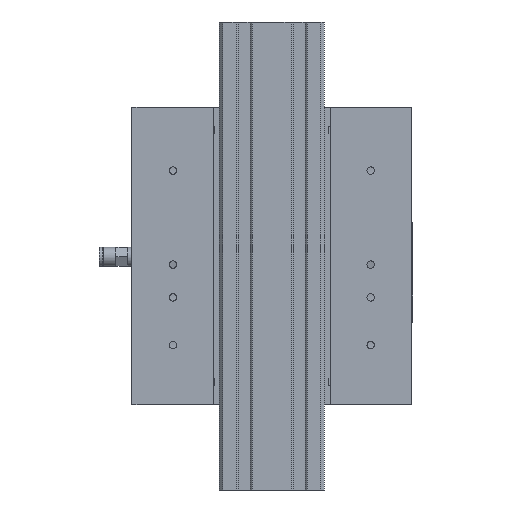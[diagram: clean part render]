
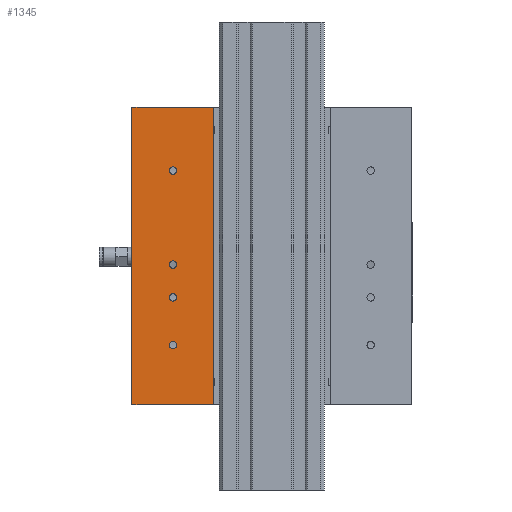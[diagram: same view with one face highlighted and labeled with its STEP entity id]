
A CAD part, front view. The second image highlights one B-rep face of the part: STEP entity #1345.
In plain terms, the highlighted planar face has unit normal (0, -1, 0).
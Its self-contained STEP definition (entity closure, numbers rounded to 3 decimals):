
#209 = AXIS2_PLACEMENT_3D ( 'NONE', #7728, #3534, #14395 ) ;
#1345 = ADVANCED_FACE ( 'NONE', ( #6158, #12822, #39045, #35826, #28641 ), #24932, .T. ) ;
#1611 = VERTEX_POINT ( 'NONE', #46195 ) ;
#1858 = DIRECTION ( 'NONE',  ( 0., 0., 1. ) ) ;
#1959 = EDGE_CURVE ( 'NONE', #28481, #20961, #43879, .T. ) ;
#2196 = AXIS2_PLACEMENT_3D ( 'NONE', #2605, #20661, #47370 ) ;
#2605 = CARTESIAN_POINT ( 'NONE',  ( -42.25, -50., -38.1 ) ) ;
#3215 = CARTESIAN_POINT ( 'NONE',  ( -42.25, -50., -16.101 ) ) ;
#3534 = DIRECTION ( 'NONE',  ( 0., 1., 0. ) ) ;
#3722 = EDGE_CURVE ( 'NONE', #1611, #45175, #30465, .T. ) ;
#3780 = CIRCLE ( 'NONE', #2196, 1.587 ) ;
#3850 = EDGE_CURVE ( 'NONE', #39189, #11989, #35237, .T. ) ;
#4424 = CIRCLE ( 'NONE', #23369, 1.587 ) ;
#4473 = CARTESIAN_POINT ( 'NONE',  ( -40.663, -50., -3.689 ) ) ;
#4562 = EDGE_CURVE ( 'NONE', #45175, #1611, #17080, .T. ) ;
#5364 = CARTESIAN_POINT ( 'NONE',  ( -42.25, -50., -17.689 ) ) ;
#5422 = DIRECTION ( 'NONE',  ( 0., 0., -1. ) ) ;
#5660 = CARTESIAN_POINT ( 'NONE',  ( -42.25, -50., 36.5 ) ) ;
#5856 = ORIENTED_EDGE ( 'NONE', *, *, #31047, .T. ) ;
#6158 = FACE_OUTER_BOUND ( 'NONE', #43420, .T. ) ;
#6725 = DIRECTION ( 'NONE',  ( 0., 1., 0. ) ) ;
#6780 = AXIS2_PLACEMENT_3D ( 'NONE', #11742, #26582, #26816 ) ;
#7694 = CARTESIAN_POINT ( 'NONE',  ( -59.75, -50., 63.5 ) ) ;
#7719 = VERTEX_POINT ( 'NONE', #7694 ) ;
#7728 = CARTESIAN_POINT ( 'NONE',  ( -42.25, -50., -38.1 ) ) ;
#9294 = ORIENTED_EDGE ( 'NONE', *, *, #45375, .T. ) ;
#9693 = EDGE_LOOP ( 'NONE', ( #47270, #11163 ) ) ;
#9941 = DIRECTION ( 'NONE',  ( -1., 0., 0. ) ) ;
#10505 = ORIENTED_EDGE ( 'NONE', *, *, #3722, .T. ) ;
#10558 = VERTEX_POINT ( 'NONE', #37398 ) ;
#11163 = ORIENTED_EDGE ( 'NONE', *, *, #28241, .T. ) ;
#11510 = AXIS2_PLACEMENT_3D ( 'NONE', #13260, #48634, #17698 ) ;
#11742 = CARTESIAN_POINT ( 'NONE',  ( -42.25, -50., -17.689 ) ) ;
#11989 = VERTEX_POINT ( 'NONE', #39129 ) ;
#12755 = DIRECTION ( 'NONE',  ( 0., 1., 0. ) ) ;
#12822 = FACE_BOUND ( 'NONE', #27391, .T. ) ;
#13153 = AXIS2_PLACEMENT_3D ( 'NONE', #5364, #12755, #20681 ) ;
#13260 = CARTESIAN_POINT ( 'NONE',  ( -42.25, -50., -3.689 ) ) ;
#14074 = EDGE_LOOP ( 'NONE', ( #29783, #10505 ) ) ;
#14395 = DIRECTION ( 'NONE',  ( 0., 0., -1. ) ) ;
#14720 = AXIS2_PLACEMENT_3D ( 'NONE', #43263, #40024, #21230 ) ;
#17045 = AXIS2_PLACEMENT_3D ( 'NONE', #17566, #40079, #17321 ) ;
#17080 = CIRCLE ( 'NONE', #13153, 1.587 ) ;
#17321 = DIRECTION ( 'NONE',  ( 0., 0., -1. ) ) ;
#17566 = CARTESIAN_POINT ( 'NONE',  ( -42.25, -50., 36.5 ) ) ;
#17698 = DIRECTION ( 'NONE',  ( -1., 0., 0. ) ) ;
#18548 = EDGE_CURVE ( 'NONE', #20707, #30141, #25213, .T. ) ;
#20661 = DIRECTION ( 'NONE',  ( 0., 1., 0. ) ) ;
#20681 = DIRECTION ( 'NONE',  ( 0., 0., 1. ) ) ;
#20707 = VERTEX_POINT ( 'NONE', #28716 ) ;
#20961 = VERTEX_POINT ( 'NONE', #4473 ) ;
#21230 = DIRECTION ( 'NONE',  ( 0., 0., -1. ) ) ;
#21622 = AXIS2_PLACEMENT_3D ( 'NONE', #5660, #39289, #5422 ) ;
#22381 = VECTOR ( 'NONE', #25302, 1000. ) ;
#23369 = AXIS2_PLACEMENT_3D ( 'NONE', #44304, #6725, #9941 ) ;
#23443 = EDGE_CURVE ( 'NONE', #30141, #24063, #48584, .T. ) ;
#23614 = LINE ( 'NONE', #32023, #41295 ) ;
#24063 = VERTEX_POINT ( 'NONE', #30585 ) ;
#24932 = PLANE ( 'NONE',  #14720 ) ;
#25213 = LINE ( 'NONE', #32907, #46002 ) ;
#25302 = DIRECTION ( 'NONE',  ( 0., 0., 1. ) ) ;
#25553 = CARTESIAN_POINT ( 'NONE',  ( -25., -50., -63.5 ) ) ;
#26276 = CIRCLE ( 'NONE', #209, 1.587 ) ;
#26582 = DIRECTION ( 'NONE',  ( 0., 1., 0. ) ) ;
#26816 = DIRECTION ( 'NONE',  ( 0., 0., 1. ) ) ;
#27391 = EDGE_LOOP ( 'NONE', ( #31187, #5856 ) ) ;
#27740 = ORIENTED_EDGE ( 'NONE', *, *, #3850, .T. ) ;
#28241 = EDGE_CURVE ( 'NONE', #20961, #28481, #4424, .T. ) ;
#28322 = LINE ( 'NONE', #39691, #46850 ) ;
#28481 = VERTEX_POINT ( 'NONE', #46036 ) ;
#28641 = FACE_BOUND ( 'NONE', #33549, .T. ) ;
#28716 = CARTESIAN_POINT ( 'NONE',  ( -59.75, -50., -63.5 ) ) ;
#29173 = DIRECTION ( 'NONE',  ( 1., 0., 0. ) ) ;
#29783 = ORIENTED_EDGE ( 'NONE', *, *, #4562, .T. ) ;
#30141 = VERTEX_POINT ( 'NONE', #35613 ) ;
#30444 = ORIENTED_EDGE ( 'NONE', *, *, #41610, .F. ) ;
#30465 = CIRCLE ( 'NONE', #6780, 1.587 ) ;
#30585 = CARTESIAN_POINT ( 'NONE',  ( -25., -50., 63.5 ) ) ;
#31047 = EDGE_CURVE ( 'NONE', #42521, #10558, #3780, .T. ) ;
#31187 = ORIENTED_EDGE ( 'NONE', *, *, #43775, .T. ) ;
#32023 = CARTESIAN_POINT ( 'NONE',  ( -59.75, -50., -63.5 ) ) ;
#32907 = CARTESIAN_POINT ( 'NONE',  ( -59.75, -50., -63.5 ) ) ;
#33549 = EDGE_LOOP ( 'NONE', ( #27740, #9294 ) ) ;
#34642 = CARTESIAN_POINT ( 'NONE',  ( -42.25, -50., 34.913 ) ) ;
#35237 = CIRCLE ( 'NONE', #17045, 1.587 ) ;
#35613 = CARTESIAN_POINT ( 'NONE',  ( -25., -50., -63.5 ) ) ;
#35826 = FACE_BOUND ( 'NONE', #14074, .T. ) ;
#35996 = DIRECTION ( 'NONE',  ( 1., 0., 0. ) ) ;
#36766 = ORIENTED_EDGE ( 'NONE', *, *, #23443, .T. ) ;
#37134 = EDGE_CURVE ( 'NONE', #7719, #24063, #28322, .T. ) ;
#37398 = CARTESIAN_POINT ( 'NONE',  ( -42.25, -50., -39.688 ) ) ;
#38089 = ORIENTED_EDGE ( 'NONE', *, *, #37134, .F. ) ;
#39045 = FACE_BOUND ( 'NONE', #9693, .T. ) ;
#39129 = CARTESIAN_POINT ( 'NONE',  ( -42.25, -50., 38.087 ) ) ;
#39189 = VERTEX_POINT ( 'NONE', #34642 ) ;
#39289 = DIRECTION ( 'NONE',  ( 0., 1., 0. ) ) ;
#39691 = CARTESIAN_POINT ( 'NONE',  ( -62.738, -50., 63.5 ) ) ;
#40024 = DIRECTION ( 'NONE',  ( 0., -1., 0. ) ) ;
#40079 = DIRECTION ( 'NONE',  ( 0., 1., 0. ) ) ;
#40284 = ORIENTED_EDGE ( 'NONE', *, *, #18548, .T. ) ;
#40748 = CARTESIAN_POINT ( 'NONE',  ( -42.25, -50., -36.513 ) ) ;
#41295 = VECTOR ( 'NONE', #1858, 1000. ) ;
#41610 = EDGE_CURVE ( 'NONE', #20707, #7719, #23614, .T. ) ;
#42521 = VERTEX_POINT ( 'NONE', #40748 ) ;
#42956 = CIRCLE ( 'NONE', #21622, 1.587 ) ;
#43263 = CARTESIAN_POINT ( 'NONE',  ( -59.75, -50., -63.5 ) ) ;
#43420 = EDGE_LOOP ( 'NONE', ( #40284, #36766, #38089, #30444 ) ) ;
#43775 = EDGE_CURVE ( 'NONE', #10558, #42521, #26276, .T. ) ;
#43879 = CIRCLE ( 'NONE', #11510, 1.587 ) ;
#44304 = CARTESIAN_POINT ( 'NONE',  ( -42.25, -50., -3.689 ) ) ;
#45175 = VERTEX_POINT ( 'NONE', #3215 ) ;
#45375 = EDGE_CURVE ( 'NONE', #11989, #39189, #42956, .T. ) ;
#46002 = VECTOR ( 'NONE', #29173, 1000. ) ;
#46036 = CARTESIAN_POINT ( 'NONE',  ( -43.837, -50., -3.689 ) ) ;
#46195 = CARTESIAN_POINT ( 'NONE',  ( -42.25, -50., -19.276 ) ) ;
#46850 = VECTOR ( 'NONE', #35996, 1000. ) ;
#47270 = ORIENTED_EDGE ( 'NONE', *, *, #1959, .T. ) ;
#47370 = DIRECTION ( 'NONE',  ( 0., 0., -1. ) ) ;
#48584 = LINE ( 'NONE', #25553, #22381 ) ;
#48634 = DIRECTION ( 'NONE',  ( 0., 1., 0. ) ) ;
